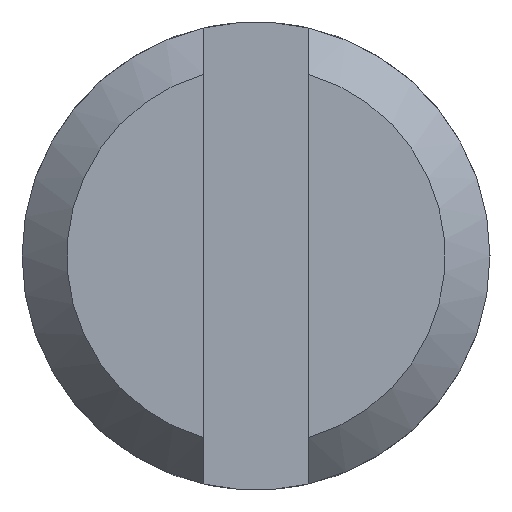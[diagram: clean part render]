
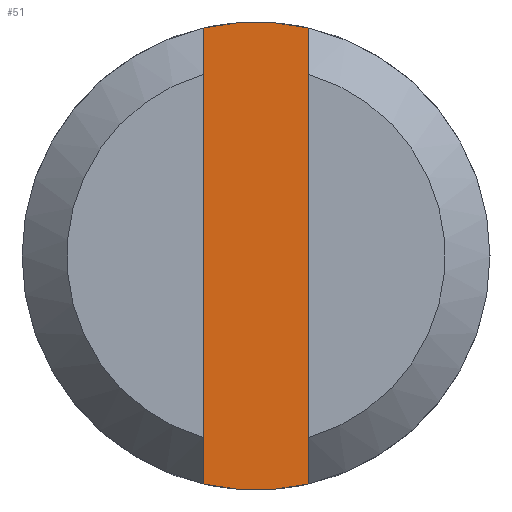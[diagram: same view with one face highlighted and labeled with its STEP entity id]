
A CAD part, left-side view. The second image highlights one B-rep face of the part: STEP entity #51.
In plain terms, the highlighted planar face has unit normal (-1, 0, 0).
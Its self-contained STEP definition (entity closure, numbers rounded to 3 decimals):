
#51 = ADVANCED_FACE( '', ( #104 ), #105, .T. );
#104 = FACE_OUTER_BOUND( '', #156, .T. );
#105 = PLANE( '', #157 );
#156 = EDGE_LOOP( '', ( #230, #231, #232, #233 ) );
#157 = AXIS2_PLACEMENT_3D( '', #234, #235, #236 );
#230 = ORIENTED_EDGE( '', *, *, #304, .T. );
#231 = ORIENTED_EDGE( '', *, *, #287, .T. );
#232 = ORIENTED_EDGE( '', *, *, #305, .T. );
#233 = ORIENTED_EDGE( '', *, *, #281, .T. );
#234 = CARTESIAN_POINT( '', ( 3., 0., 0. ) );
#235 = DIRECTION( '', ( -1., 0., 0. ) );
#236 = DIRECTION( '', ( 0., 0., 1. ) );
#281 = EDGE_CURVE( '', #323, #321, #324, .T. );
#287 = EDGE_CURVE( '', #334, #332, #335, .T. );
#304 = EDGE_CURVE( '', #321, #334, #358, .T. );
#305 = EDGE_CURVE( '', #332, #323, #359, .T. );
#321 = VERTEX_POINT( '', #381 );
#323 = VERTEX_POINT( '', #384 );
#324 = LINE( '', #385, #386 );
#332 = VERTEX_POINT( '', #399 );
#334 = VERTEX_POINT( '', #402 );
#335 = LINE( '', #403, #404 );
#358 = CIRCLE( '', #431, 4. );
#359 = CIRCLE( '', #432, 4. );
#381 = CARTESIAN_POINT( '', ( 3., 0.9, -3.897 ) );
#384 = CARTESIAN_POINT( '', ( 3., 0.9, 3.897 ) );
#385 = CARTESIAN_POINT( '', ( 3., 0.9, 10.5 ) );
#386 = VECTOR( '', #441, 1000. );
#399 = CARTESIAN_POINT( '', ( 3., -0.9, 3.897 ) );
#402 = CARTESIAN_POINT( '', ( 3., -0.9, -3.897 ) );
#403 = CARTESIAN_POINT( '', ( 3., -0.9, -10.5 ) );
#404 = VECTOR( '', #445, 1000. );
#431 = AXIS2_PLACEMENT_3D( '', #471, #472, #473 );
#432 = AXIS2_PLACEMENT_3D( '', #474, #475, #476 );
#441 = DIRECTION( '', ( 0., 0., -1. ) );
#445 = DIRECTION( '', ( 0., 0., 1. ) );
#471 = CARTESIAN_POINT( '', ( 3., 0., 0. ) );
#472 = DIRECTION( '', ( -1., 0., 0. ) );
#473 = DIRECTION( '', ( 0., 0., 1. ) );
#474 = CARTESIAN_POINT( '', ( 3., 0., 0. ) );
#475 = DIRECTION( '', ( -1., 0., 0. ) );
#476 = DIRECTION( '', ( 0., 0., 1. ) );
